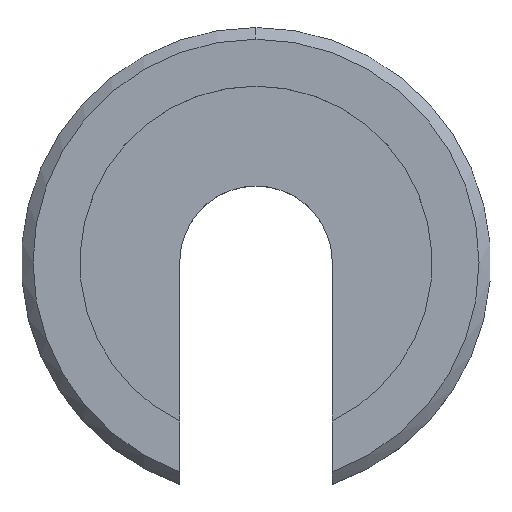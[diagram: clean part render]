
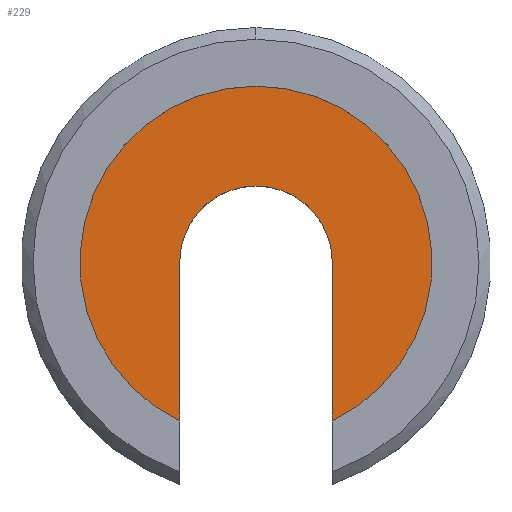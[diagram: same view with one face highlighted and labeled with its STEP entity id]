
A CAD part, top view. The second image highlights one B-rep face of the part: STEP entity #229.
In plain terms, the highlighted planar face has unit normal (0, 0, 1).
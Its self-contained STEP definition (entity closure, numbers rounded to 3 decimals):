
#121=EDGE_CURVE('',#207,#143,#280,.T.);
#135=EDGE_CURVE('',#187,#207,#297,.T.);
#137=EDGE_CURVE('',#211,#143,#299,.T.);
#143=VERTEX_POINT('',#305);
#181=VERTEX_POINT('',#348);
#187=VERTEX_POINT('',#354);
#189=EDGE_CURVE('',#187,#181,#356,.T.);
#201=EDGE_CURVE('',#181,#211,#370,.T.);
#207=VERTEX_POINT('',#378);
#211=VERTEX_POINT('',#382);
#229=ADVANCED_FACE('',(#400),#401,.T.);
#280=CIRCLE('',#463,15.0);
#297=CIRCLE('',#484,15.0);
#299=LINE('',#487,#488);
#305=CARTESIAN_POINT('',(6.5,-13.519,7.2));
#348=CARTESIAN_POINT('',(-6.5,0.,7.2));
#354=CARTESIAN_POINT('',(-6.5,-13.519,7.2));
#356=LINE('',#575,#576);
#370=CIRCLE('',#601,6.5);
#378=CARTESIAN_POINT('',(0.,15.0,7.2));
#382=CARTESIAN_POINT('',(6.5,0.,7.2));
#400=FACE_OUTER_BOUND('',#645,.T.);
#401=PLANE('',#646);
#463=AXIS2_PLACEMENT_3D('',#683,#684,#685);
#484=AXIS2_PLACEMENT_3D('',#715,#716,#717);
#487=CARTESIAN_POINT('',(6.5,3.75,7.2));
#488=VECTOR('',#718,1.0);
#575=CARTESIAN_POINT('',(-6.5,-6.25,7.2));
#576=VECTOR('',#780,1.0);
#601=AXIS2_PLACEMENT_3D('',#803,#804,#805);
#645=EDGE_LOOP('',(#830,#831,#832,#833,#834));
#646=AXIS2_PLACEMENT_3D('',#835,#836,#837);
#683=CARTESIAN_POINT('',(0.,0.0,7.2));
#684=DIRECTION('',(0.0,0.0,-1.0));
#685=DIRECTION('',(0.,1.0,0.0));
#715=CARTESIAN_POINT('',(0.,0.0,7.2));
#716=DIRECTION('',(0.0,0.0,-1.0));
#717=DIRECTION('',(0.,1.0,0.0));
#718=DIRECTION('',(0.,-1.0,0.0));
#780=DIRECTION('',(0.,1.0,0.0));
#803=CARTESIAN_POINT('',(0.,0.,7.2));
#804=DIRECTION('',(0.0,0.0,-1.0));
#805=DIRECTION('',(-1.0,0.,0.0));
#830=ORIENTED_EDGE('',*,*,#137,.T.);
#831=ORIENTED_EDGE('',*,*,#121,.F.);
#832=ORIENTED_EDGE('',*,*,#135,.F.);
#833=ORIENTED_EDGE('',*,*,#189,.T.);
#834=ORIENTED_EDGE('',*,*,#201,.T.);
#835=CARTESIAN_POINT('',(0.,7.5,7.2));
#836=DIRECTION('',(0.0,-0.0,1.0));
#837=DIRECTION('',(0.,1.0,0.0));
